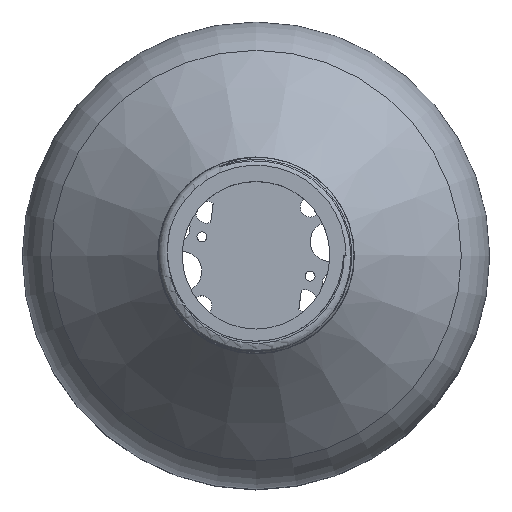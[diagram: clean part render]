
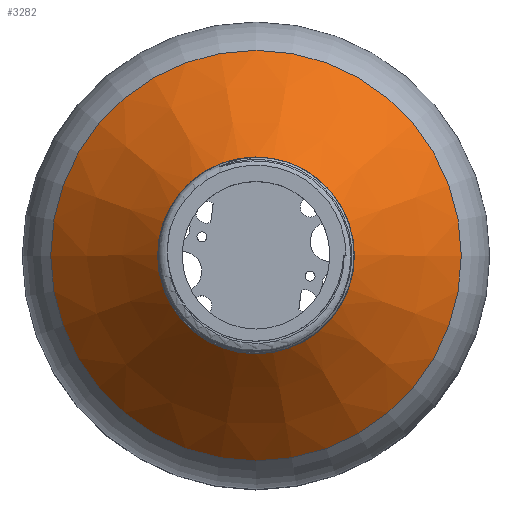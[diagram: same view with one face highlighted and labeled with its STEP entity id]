
A CAD part, top view. The second image highlights one B-rep face of the part: STEP entity #3282.
In plain terms, the highlighted conical face has half-angle 42.51 degrees and reference radius 47.5 mm.
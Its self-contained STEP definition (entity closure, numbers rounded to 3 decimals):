
#29=CONICAL_SURFACE('',#3668,47.5,0.742);
#315=FACE_OUTER_BOUND('',#596,.T.);
#596=EDGE_LOOP('',(#2910,#2911,#2912,#2913));
#852=CIRCLE('',#3665,41.717);
#855=CIRCLE('',#3669,20.);
#1102=LINE('',#7160,#1271);
#1271=VECTOR('',#4565,47.5);
#1567=VERTEX_POINT('',#7152);
#1569=VERTEX_POINT('',#7158);
#2025=EDGE_CURVE('',#1567,#1567,#852,.T.);
#2028=EDGE_CURVE('',#1569,#1569,#855,.T.);
#2029=EDGE_CURVE('',#1569,#1567,#1102,.T.);
#2910=ORIENTED_EDGE('',*,*,#2028,.T.);
#2911=ORIENTED_EDGE('',*,*,#2029,.T.);
#2912=ORIENTED_EDGE('',*,*,#2025,.F.);
#2913=ORIENTED_EDGE('',*,*,#2029,.F.);
#3282=ADVANCED_FACE('',(#315),#29,.T.);
#3665=AXIS2_PLACEMENT_3D('',#7153,#4555,#4556);
#3668=AXIS2_PLACEMENT_3D('',#7157,#4561,#4562);
#3669=AXIS2_PLACEMENT_3D('',#7159,#4563,#4564);
#4555=DIRECTION('center_axis',(0.,0.,-1.));
#4556=DIRECTION('ref_axis',(1.,0.,0.));
#4561=DIRECTION('center_axis',(0.,0.,-1.));
#4562=DIRECTION('ref_axis',(1.,0.,0.));
#4563=DIRECTION('center_axis',(0.,0.,-1.));
#4564=DIRECTION('ref_axis',(1.,0.,0.));
#4565=DIRECTION('',(-0.676,0.,-0.737));
#7152=CARTESIAN_POINT('',(-41.717,0.,76.308));
#7153=CARTESIAN_POINT('Origin',(0.,0.,76.308));
#7157=CARTESIAN_POINT('Origin',(0.,0.,70.));
#7158=CARTESIAN_POINT('',(-20.,0.,100.));
#7159=CARTESIAN_POINT('Origin',(0.,0.,100.));
#7160=CARTESIAN_POINT('',(-47.5,0.,70.));
